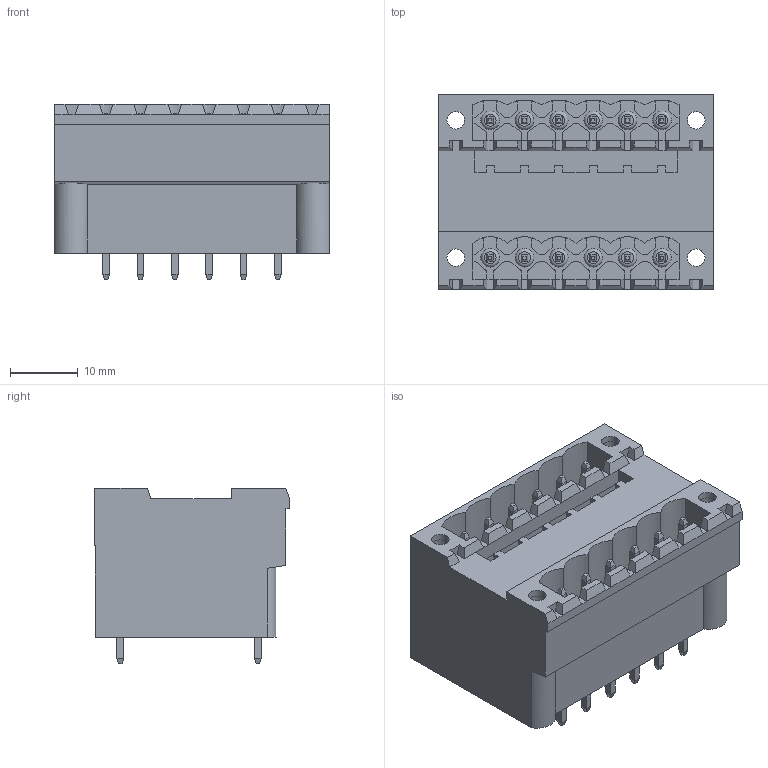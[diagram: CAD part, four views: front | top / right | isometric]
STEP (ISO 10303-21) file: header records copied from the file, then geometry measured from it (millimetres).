
FILE_DESCRIPTION( ( 'Unknown' ), '1' );
FILE_NAME( '691334500012.stp', 'Unknown', ( 'Unknown' ), ( 'Unknown' ), 'PSStep 18.0.17', 'Unknown', ' ' );
FILE_SCHEMA( ( 'AUTOMOTIVE_DESIGN { 1 0 10303 214 1 1 1 1 }' ) );
Length unit declared in the file: millimetre
Products named in the file (5): Assem1; 691334500012; 691334500012_CAPOT; 6913345000xx_PIN; 6913345000xx_INSERT
Assembly tree (18 placements, depth 2):
  Assem1
    691334500012
    691334500012_CAPOT
    6913345000xx_PIN  x12
    6913345000xx_INSERT  x4
Bounding box: 40.64 x 28.8 x 25.9 mm (x, y, z)
Volume: 9049.6 mm3; surface area: 17365 mm2
Topology: 18 solids, 18 shells, 988 faces, 2630 edges, 1706 vertices
Faces by surface type: plane 904, cylinder 64, torus 20
Full cylindrical faces by diameter (mm): 1.7 x10, 2.6 x8, 2.75 x12
Entity records: 31918 total; most frequent: CARTESIAN_POINT 4728, ORIENTED_EDGE 4380, DIRECTION 3978, EDGE_CURVE 2190, LINE 2018, VECTOR 2018, VERTEX_POINT 1466, AXIS2_PLACEMENT_3D 980
